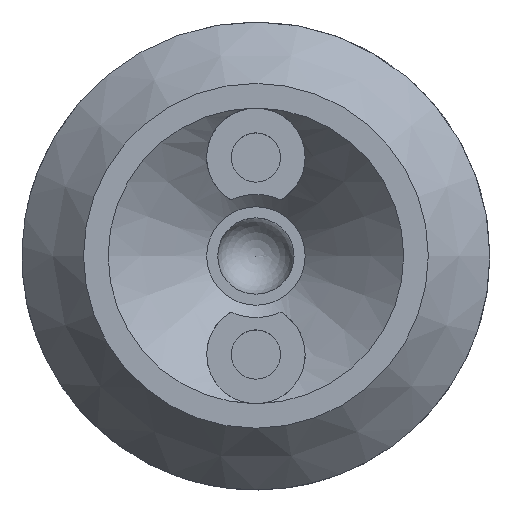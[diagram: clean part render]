
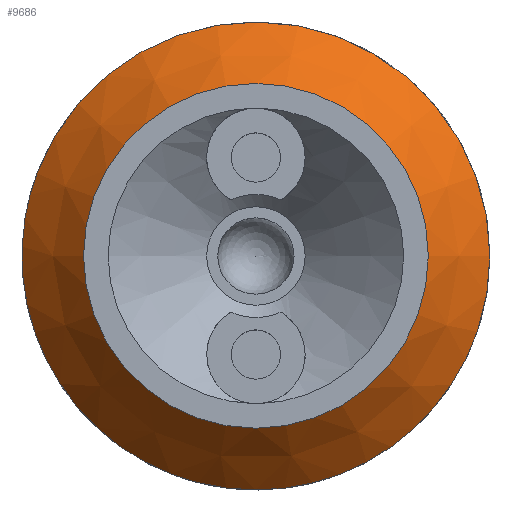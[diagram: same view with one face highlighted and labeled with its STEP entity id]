
A CAD part, top view. The second image highlights one B-rep face of the part: STEP entity #9686.
In plain terms, the highlighted conical face has half-angle 41.186 degrees and reference radius 10.5 mm.
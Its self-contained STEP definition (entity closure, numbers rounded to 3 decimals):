
#3282 = EDGE_CURVE('',#3283,#3285,#3287,.T.);
#3283 = VERTEX_POINT('',#3284);
#3284 = CARTESIAN_POINT('',(9.5,0.,3.643));
#3285 = VERTEX_POINT('',#3286);
#3286 = CARTESIAN_POINT('',(-8.883,3.369,
    3.643));
#3287 = B_SPLINE_CURVE_WITH_KNOTS('',8,(#3288,#3289,#3290,#3291,#3292,
    #3293,#3294,#3295,#3296,#3297,#3298,#3299,#3300,#3301,#3302,#3303,
    #3304,#3305,#3306,#3307,#3308,#3309,#3310,#3311,#3312,#3313,#3314,
    #3315,#3316,#3317,#3318,#3319,#3320,#3321,#3322,#3323,#3324,#3325,
    #3326,#3327,#3328,#3329,#3330,#3331,#3332,#3333,#3334,#3335,#3336,
    #3337,#3338,#3339,#3340,#3341,#3342,#3343,#3344,#3345,#3346,#3347,
    #3348,#3349,#3350,#3351,#3352),.UNSPECIFIED.,.F.,.F.,(9,7,7,7,7,7,7,
    7,7,9),(0.,0.111,0.149,0.167,
    0.459,0.487,0.505,0.743,
    0.98,1.),.UNSPECIFIED.);
#3288 = CARTESIAN_POINT('',(9.5,0.,3.643));
#3289 = CARTESIAN_POINT('',(9.5,-0.462,
    3.643));
#3290 = CARTESIAN_POINT('',(9.474,-0.924,
    3.643));
#3291 = CARTESIAN_POINT('',(9.423,-1.384,
    3.643));
#3292 = CARTESIAN_POINT('',(9.346,-1.841,3.643
    ));
#3293 = CARTESIAN_POINT('',(9.244,-2.293,
    3.643));
#3294 = CARTESIAN_POINT('',(9.117,-2.738,3.643)
  );
#3295 = CARTESIAN_POINT('',(8.966,-3.175,
    3.643));
#3296 = CARTESIAN_POINT('',(8.73,-3.749,
    3.643));
#3297 = CARTESIAN_POINT('',(8.668,-3.894,
    3.643));
#3298 = CARTESIAN_POINT('',(8.602,-4.038,
    3.643));
#3299 = CARTESIAN_POINT('',(8.534,-4.181,
    3.643));
#3300 = CARTESIAN_POINT('',(8.463,-4.322,
    3.643));
#3301 = CARTESIAN_POINT('',(8.389,-4.462,
    3.643));
#3302 = CARTESIAN_POINT('',(8.313,-4.601,
    3.643));
#3303 = CARTESIAN_POINT('',(8.197,-4.803,3.643
    ));
#3304 = CARTESIAN_POINT('',(8.159,-4.867,
    3.643));
#3305 = CARTESIAN_POINT('',(8.121,-4.931,
    3.643));
#3306 = CARTESIAN_POINT('',(8.081,-4.995,
    3.643));
#3307 = CARTESIAN_POINT('',(8.042,-5.059,3.643
    ));
#3308 = CARTESIAN_POINT('',(8.001,-5.122,3.643
    ));
#3309 = CARTESIAN_POINT('',(7.961,-5.185,
    3.643));
#3310 = CARTESIAN_POINT('',(7.249,-6.26,
    3.643));
#3311 = CARTESIAN_POINT('',(6.429,-7.176,
    3.643));
#3312 = CARTESIAN_POINT('',(5.478,-7.967,
    3.643));
#3313 = CARTESIAN_POINT('',(4.418,-8.612,
    3.643));
#3314 = CARTESIAN_POINT('',(3.276,-9.096,
    3.643));
#3315 = CARTESIAN_POINT('',(2.079,-9.407,
    3.643));
#3316 = CARTESIAN_POINT('',(0.856,-9.539,
    3.643));
#3317 = CARTESIAN_POINT('',(-0.473,-9.489,
    3.643));
#3318 = CARTESIAN_POINT('',(-0.59,-9.483,
    3.643));
#3319 = CARTESIAN_POINT('',(-0.706,-9.475,
    3.643));
#3320 = CARTESIAN_POINT('',(-0.822,-9.466,
    3.643));
#3321 = CARTESIAN_POINT('',(-0.938,-9.455,
    3.643));
#3322 = CARTESIAN_POINT('',(-1.054,-9.443,
    3.643));
#3323 = CARTESIAN_POINT('',(-1.17,-9.428,
    3.643));
#3324 = CARTESIAN_POINT('',(-1.359,-9.403,
    3.643));
#3325 = CARTESIAN_POINT('',(-1.433,-9.392,
    3.643));
#3326 = CARTESIAN_POINT('',(-1.507,-9.38,
    3.643));
#3327 = CARTESIAN_POINT('',(-1.581,-9.368,
    3.643));
#3328 = CARTESIAN_POINT('',(-1.655,-9.355,
    3.643));
#3329 = CARTESIAN_POINT('',(-1.729,-9.342,
    3.643));
#3330 = CARTESIAN_POINT('',(-1.802,-9.328,
    3.643));
#3331 = CARTESIAN_POINT('',(-2.846,-9.117,
    3.643));
#3332 = CARTESIAN_POINT('',(-3.794,-8.806,
    3.643));
#3333 = CARTESIAN_POINT('',(-4.703,-8.382,
    3.643));
#3334 = CARTESIAN_POINT('',(-5.556,-7.852,
    3.643));
#3335 = CARTESIAN_POINT('',(-6.339,-7.224,
    3.643));
#3336 = CARTESIAN_POINT('',(-7.041,-6.509,
    3.643));
#3337 = CARTESIAN_POINT('',(-7.65,-5.719,3.643)
  );
#3338 = CARTESIAN_POINT('',(-8.663,-4.022,
    3.643));
#3339 = CARTESIAN_POINT('',(-9.068,-3.115,
    3.643));
#3340 = CARTESIAN_POINT('',(-9.364,-2.162,
    3.643));
#3341 = CARTESIAN_POINT('',(-9.545,-1.178,
    3.643));
#3342 = CARTESIAN_POINT('',(-9.609,-0.18,
    3.643));
#3343 = CARTESIAN_POINT('',(-9.553,0.816,3.643
    ));
#3344 = CARTESIAN_POINT('',(-9.381,1.794,3.643)
  );
#3345 = CARTESIAN_POINT('',(-9.073,2.818,3.643)
  );
#3346 = CARTESIAN_POINT('',(-9.048,2.898,
    3.643));
#3347 = CARTESIAN_POINT('',(-9.022,2.977,
    3.643));
#3348 = CARTESIAN_POINT('',(-8.996,3.056,
    3.643));
#3349 = CARTESIAN_POINT('',(-8.969,3.134,
    3.643));
#3350 = CARTESIAN_POINT('',(-8.941,3.213,
    3.643));
#3351 = CARTESIAN_POINT('',(-8.912,3.291,
    3.643));
#3352 = CARTESIAN_POINT('',(-8.883,3.369,
    3.643));
#3530 = EDGE_CURVE('',#3283,#3285,#3531,.T.);
#3531 = CIRCLE('',#3532,9.5);
#3532 = AXIS2_PLACEMENT_3D('',#3533,#3534,#3535);
#3533 = CARTESIAN_POINT('',(0.,0.,3.643));
#3534 = DIRECTION('',(-0.,0.,1.));
#3535 = DIRECTION('',(0.,-1.,0.));
#9686 = ADVANCED_FACE('',(#9687),#9707,.T.);
#9687 = FACE_BOUND('',#9688,.T.);
#9688 = EDGE_LOOP('',(#9689,#9690,#9698,#9705,#9706));
#9689 = ORIENTED_EDGE('',*,*,#3282,.F.);
#9690 = ORIENTED_EDGE('',*,*,#9691,.T.);
#9691 = EDGE_CURVE('',#3283,#9692,#9694,.T.);
#9692 = VERTEX_POINT('',#9693);
#9693 = CARTESIAN_POINT('',(7.,0.,6.5));
#9694 = LINE('',#9695,#9696);
#9695 = CARTESIAN_POINT('',(10.5,0.,2.5));
#9696 = VECTOR('',#9697,1.);
#9697 = DIRECTION('',(-0.659,0.,0.753));
#9698 = ORIENTED_EDGE('',*,*,#9699,.F.);
#9699 = EDGE_CURVE('',#9692,#9692,#9700,.T.);
#9700 = CIRCLE('',#9701,7.);
#9701 = AXIS2_PLACEMENT_3D('',#9702,#9703,#9704);
#9702 = CARTESIAN_POINT('',(0.,0.,6.5));
#9703 = DIRECTION('',(0.,0.,1.));
#9704 = DIRECTION('',(1.,0.,0.));
#9705 = ORIENTED_EDGE('',*,*,#9691,.F.);
#9706 = ORIENTED_EDGE('',*,*,#3530,.T.);
#9707 = CONICAL_SURFACE('',#9708,10.5,0.719);
#9708 = AXIS2_PLACEMENT_3D('',#9709,#9710,#9711);
#9709 = CARTESIAN_POINT('',(0.,0.,2.5));
#9710 = DIRECTION('',(-0.,-0.,-1.));
#9711 = DIRECTION('',(1.,0.,0.));
